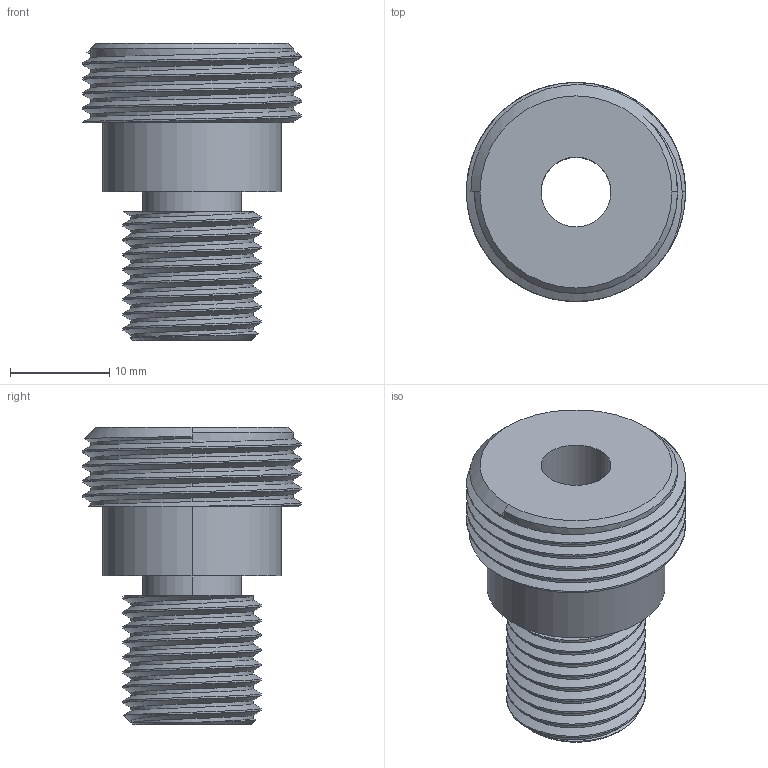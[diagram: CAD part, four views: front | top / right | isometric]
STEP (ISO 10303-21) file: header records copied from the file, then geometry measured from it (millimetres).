
FILE_DESCRIPTION (( 'STEP AP203' ), '1' );
FILE_NAME ('113951~2.STEP', '2022-05-31T10:40:39', ( '' ), ( '' ), 'SwSTEP 2.0', 'SolidWorks 2018', '' );
FILE_SCHEMA (( 'CONFIG_CONTROL_DESIGN' ));
Length unit declared in the file: millimetre
Products named in the file (1): 113951~2
Bounding box: 22.12 x 22.12 x 30 mm (x, y, z)
Volume: 5308 mm3; surface area: 3492.4 mm2
Topology: 1 solids, 1 shells, 52 faces, 139 edges, 92 vertices
Faces by surface type: cylinder 35, bspline 6, plane 6, cone 5
Entity records: 4442 total; most frequent: CARTESIAN_POINT 3275, ORIENTED_EDGE 278, DIRECTION 177, EDGE_CURVE 139, VERTEX_POINT 92, AXIS2_PLACEMENT_3D 69, EDGE_LOOP 57, FACE_OUTER_BOUND 52
